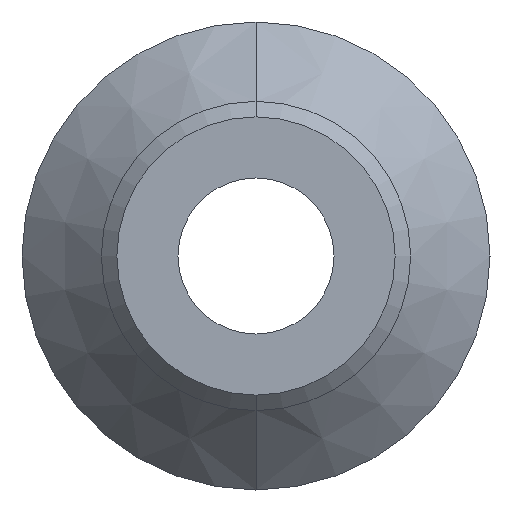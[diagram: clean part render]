
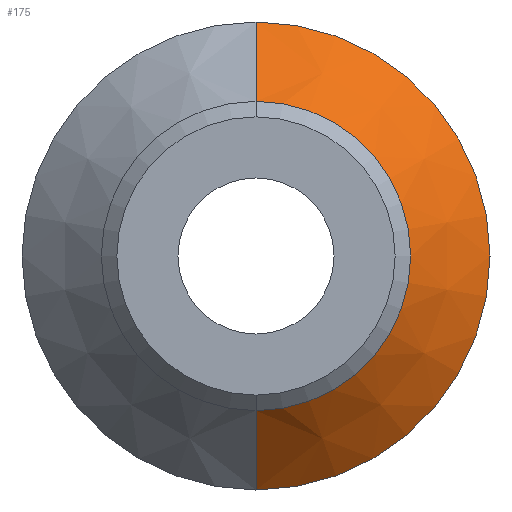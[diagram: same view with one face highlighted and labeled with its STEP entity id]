
A CAD part, front view. The second image highlights one B-rep face of the part: STEP entity #175.
In plain terms, the highlighted conical face has half-angle 45 degrees and reference radius 2.975 mm.
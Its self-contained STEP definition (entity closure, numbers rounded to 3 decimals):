
#115 = EDGE_CURVE ( 'NONE', #122, #160, #612, .T. ) ;
#116 = ORIENTED_EDGE ( 'NONE', *, *, #159, .F. ) ;
#122 = VERTEX_POINT ( 'NONE', #611 ) ;
#134 = EDGE_CURVE ( 'NONE', #135, #250, #642, .T. ) ;
#135 = VERTEX_POINT ( 'NONE', #653 ) ;
#159 = EDGE_CURVE ( 'NONE', #250, #160, #718, .T. ) ;
#160 = VERTEX_POINT ( 'NONE', #698 ) ;
#169 = ORIENTED_EDGE ( 'NONE', *, *, #115, .T. ) ;
#175 = ADVANCED_FACE ( 'NONE', ( #736 ), #747, .T. ) ;
#176 = EDGE_CURVE ( 'NONE', #135, #122, #832, .T. ) ;
#240 = ORIENTED_EDGE ( 'NONE', *, *, #134, .F. ) ;
#249 = EDGE_LOOP ( 'NONE', ( #240, #251, #169, #116 ) ) ;
#250 = VERTEX_POINT ( 'NONE', #885 ) ;
#251 = ORIENTED_EDGE ( 'NONE', *, *, #176, .T. ) ;
#466 = DIRECTION ( 'NONE',  ( 0., 0., 1. ) ) ;
#611 = CARTESIAN_POINT ( 'NONE',  ( 0., 21.525, -4.5 ) ) ;
#612 = CIRCLE ( 'NONE', #625, 4.5 ) ;
#614 = DIRECTION ( 'NONE',  ( 0., 0., -1. ) ) ;
#615 = DIRECTION ( 'NONE',  ( 0., -1., 0. ) ) ;
#616 = CARTESIAN_POINT ( 'NONE',  ( 0., 21.525, 0. ) ) ;
#625 = AXIS2_PLACEMENT_3D ( 'NONE', #616, #615, #614 ) ;
#637 = DIRECTION ( 'NONE',  ( 0., 0., -1. ) ) ;
#639 = DIRECTION ( 'NONE',  ( 0., -1., 0. ) ) ;
#640 = CARTESIAN_POINT ( 'NONE',  ( 0., 20., 0. ) ) ;
#641 = AXIS2_PLACEMENT_3D ( 'NONE', #640, #639, #637 ) ;
#642 = CIRCLE ( 'NONE', #641, 2.975 ) ;
#653 = CARTESIAN_POINT ( 'NONE',  ( 0., 20., -2.975 ) ) ;
#698 = CARTESIAN_POINT ( 'NONE',  ( 0., 21.525, 4.5 ) ) ;
#699 = DIRECTION ( 'NONE',  ( 0., 0.707, 0.707 ) ) ;
#700 = VECTOR ( 'NONE', #699, 1000. ) ;
#717 = CARTESIAN_POINT ( 'NONE',  ( 0., 20., 2.975 ) ) ;
#718 = LINE ( 'NONE', #717, #700 ) ;
#736 = FACE_OUTER_BOUND ( 'NONE', #249, .T. ) ;
#744 = DIRECTION ( 'NONE',  ( 0., 1., 0. ) ) ;
#745 = CARTESIAN_POINT ( 'NONE',  ( 0., 20., 0. ) ) ;
#746 = AXIS2_PLACEMENT_3D ( 'NONE', #745, #744, #466 ) ;
#747 = CONICAL_SURFACE ( 'NONE', #746, 2.975, 0.785 ) ;
#748 = CARTESIAN_POINT ( 'NONE',  ( 0., 20., -2.975 ) ) ;
#753 = DIRECTION ( 'NONE',  ( 0., 0.707, -0.707 ) ) ;
#779 = VECTOR ( 'NONE', #753, 1000. ) ;
#832 = LINE ( 'NONE', #748, #779 ) ;
#885 = CARTESIAN_POINT ( 'NONE',  ( 0., 20., 2.975 ) ) ;
